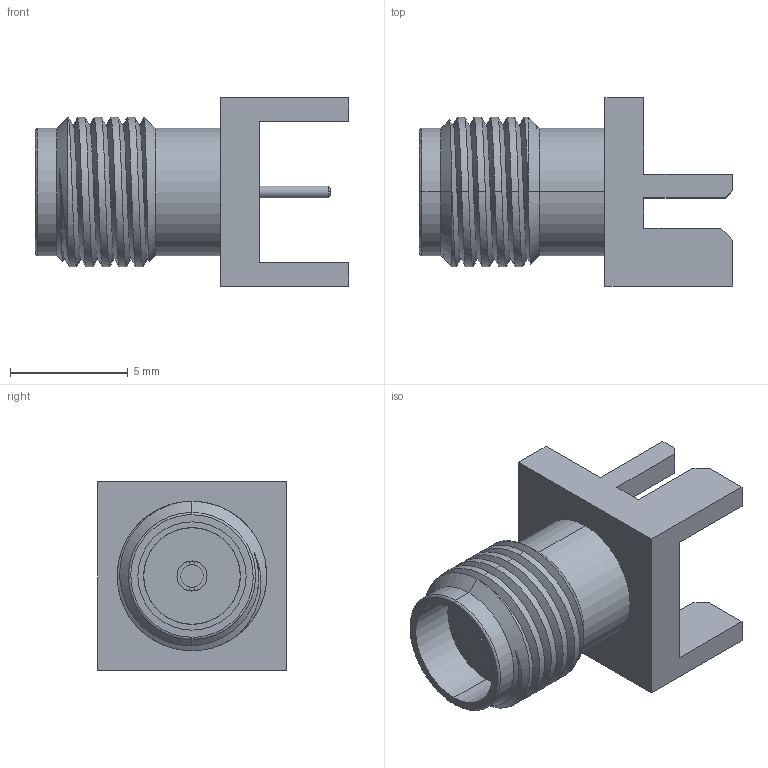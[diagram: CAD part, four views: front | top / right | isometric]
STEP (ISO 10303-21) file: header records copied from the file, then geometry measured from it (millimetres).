
FILE_DESCRIPTION (( 'STEP AP214' ), '1' );
FILE_NAME ('RFPCB-SMA-FS18G-59_3D.step', '2023-03-13T18:28:54', ( '' ), ( '' ), 'SwSTEP 2.0', 'SolidWorks 2022', '' );
FILE_SCHEMA (( 'AUTOMOTIVE_DESIGN' ));
Length unit declared in the file: inch
Products named in the file (1): RFPCB-SMA-FS18G-59_3D
Bounding box: 13.3 x 8 x 8 mm (x, y, z)
Volume: 303.4 mm3; surface area: 580.5 mm2
Topology: 1 solids, 1 shells, 84 faces, 209 edges, 136 vertices
Faces by surface type: plane 41, cylinder 32, cone 7, bspline 4
Entity records: 3248 total; most frequent: CARTESIAN_POINT 1242, ORIENTED_EDGE 418, DIRECTION 402, EDGE_CURVE 209, AXIS2_PLACEMENT_3D 141, VERTEX_POINT 136, LINE 120, VECTOR 120
